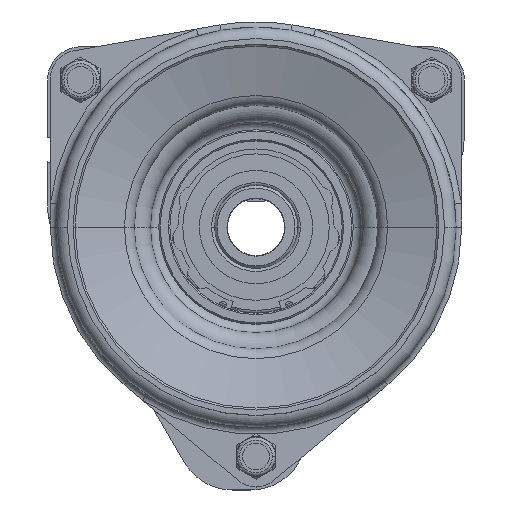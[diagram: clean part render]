
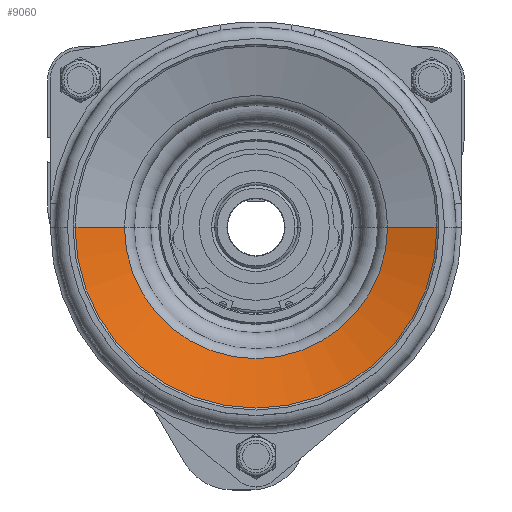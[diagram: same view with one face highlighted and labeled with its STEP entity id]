
A CAD part, top view. The second image highlights one B-rep face of the part: STEP entity #9060.
In plain terms, the highlighted conical face has half-angle 73 degrees and reference radius 65.85 mm.
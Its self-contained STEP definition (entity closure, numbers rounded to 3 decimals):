
#515 = CARTESIAN_POINT ( 'NONE',  ( 0., 0., 51.024 ) ) ;
#2813 = DIRECTION ( 'NONE',  ( 1., 0., 0. ) ) ;
#3402 = CIRCLE ( 'NONE', #29101, 47.34 ) ;
#3995 = LINE ( 'NONE', #13333, #28004 ) ;
#4162 = CARTESIAN_POINT ( 'NONE',  ( 0., 0., 51.241 ) ) ;
#4312 = EDGE_CURVE ( 'NONE', #7024, #9751, #7010, .T. ) ;
#5034 = CARTESIAN_POINT ( 'NONE',  ( 65.85, 0., 51.241 ) ) ;
#5543 = CARTESIAN_POINT ( 'NONE',  ( 47.34, 0., 45.582 ) ) ;
#6404 = DIRECTION ( 'NONE',  ( 1., 0., 0. ) ) ;
#6503 = DIRECTION ( 'NONE',  ( -0.956, 0., 0.292 ) ) ;
#6815 = AXIS2_PLACEMENT_3D ( 'NONE', #515, #16286, #2813 ) ;
#7010 = CIRCLE ( 'NONE', #6815, 65.142 ) ;
#7024 = VERTEX_POINT ( 'NONE', #14006 ) ;
#7585 = VECTOR ( 'NONE', #20817, 1000. ) ;
#9060 = ADVANCED_FACE ( 'NONE', ( #17514 ), #22808, .F. ) ;
#9751 = VERTEX_POINT ( 'NONE', #11269 ) ;
#10077 = EDGE_CURVE ( 'NONE', #16777, #17884, #3402, .T. ) ;
#10434 = CARTESIAN_POINT ( 'NONE',  ( 0., 0., 45.582 ) ) ;
#11269 = CARTESIAN_POINT ( 'NONE',  ( 65.142, 0., 51.024 ) ) ;
#11509 = ORIENTED_EDGE ( 'NONE', *, *, #17891, .T. ) ;
#11684 = AXIS2_PLACEMENT_3D ( 'NONE', #4162, #24384, #6404 ) ;
#12705 = DIRECTION ( 'NONE',  ( -1., 0., 0. ) ) ;
#13333 = CARTESIAN_POINT ( 'NONE',  ( -65.85, 0., 51.241 ) ) ;
#14006 = CARTESIAN_POINT ( 'NONE',  ( -65.142, 0., 51.024 ) ) ;
#14299 = LINE ( 'NONE', #5034, #7585 ) ;
#15708 = ORIENTED_EDGE ( 'NONE', *, *, #10077, .T. ) ;
#16286 = DIRECTION ( 'NONE',  ( 0., 0., 1. ) ) ;
#16611 = EDGE_CURVE ( 'NONE', #16777, #9751, #14299, .T. ) ;
#16777 = VERTEX_POINT ( 'NONE', #5543 ) ;
#17514 = FACE_OUTER_BOUND ( 'NONE', #18833, .T. ) ;
#17884 = VERTEX_POINT ( 'NONE', #26860 ) ;
#17891 = EDGE_CURVE ( 'NONE', #17884, #7024, #3995, .T. ) ;
#18833 = EDGE_LOOP ( 'NONE', ( #15708, #11509, #24240, #29258 ) ) ;
#20817 = DIRECTION ( 'NONE',  ( 0.956, 0., 0.292 ) ) ;
#22808 = CONICAL_SURFACE ( 'NONE', #11684, 65.85, 1.274 ) ;
#24240 = ORIENTED_EDGE ( 'NONE', *, *, #4312, .T. ) ;
#24384 = DIRECTION ( 'NONE',  ( 0., 0., 1. ) ) ;
#26219 = DIRECTION ( 'NONE',  ( 0., 0., -1. ) ) ;
#26860 = CARTESIAN_POINT ( 'NONE',  ( -47.34, 0., 45.582 ) ) ;
#28004 = VECTOR ( 'NONE', #6503, 1000. ) ;
#29101 = AXIS2_PLACEMENT_3D ( 'NONE', #10434, #26219, #12705 ) ;
#29258 = ORIENTED_EDGE ( 'NONE', *, *, #16611, .F. ) ;
